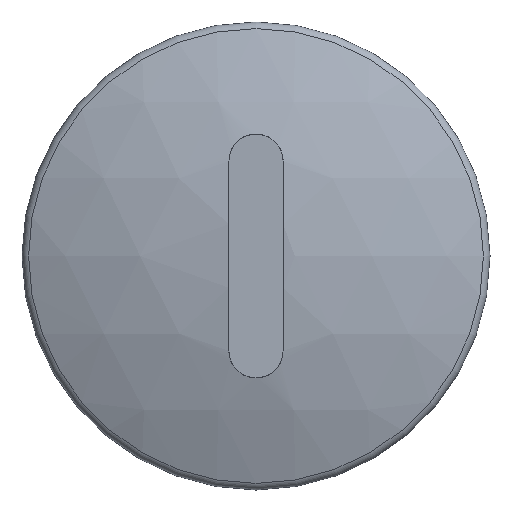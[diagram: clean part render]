
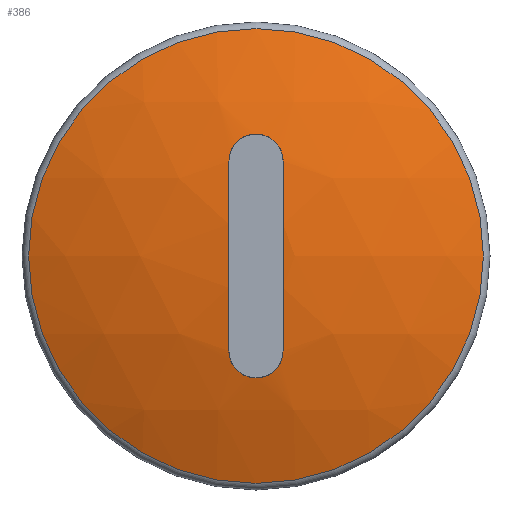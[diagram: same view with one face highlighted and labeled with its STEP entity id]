
A CAD part, left-side view. The second image highlights one B-rep face of the part: STEP entity #386.
In plain terms, the highlighted spherical face has radius 28.542 mm.
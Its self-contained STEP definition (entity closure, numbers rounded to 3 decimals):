
#51=SPHERICAL_SURFACE('',#429,28.542);
#82=FACE_BOUND('',#126,.T.);
#93=FACE_OUTER_BOUND('',#125,.T.);
#125=EDGE_LOOP('',(#296));
#126=EDGE_LOOP('',(#297,#298,#299,#300));
#157=CIRCLE('',#428,10.748);
#158=CIRCLE('',#430,28.513);
#159=CIRCLE('',#431,28.513);
#179=B_SPLINE_CURVE_WITH_KNOTS('',3,(#1115,#1116,#1117,#1118,#1119,#1120,
#1121,#1122,#1123,#1124,#1125,#1126,#1127,#1128,#1129,#1130,#1131,#1132),
 .UNSPECIFIED.,.F.,.F.,(4,2,2,2,2,2,2,2,4),(0.194,0.243,
0.292,0.34,0.388,0.436,
0.485,0.533,0.582),.UNSPECIFIED.);
#180=B_SPLINE_CURVE_WITH_KNOTS('',3,(#1135,#1136,#1137,#1138,#1139,#1140,
#1141,#1142,#1143,#1144,#1145,#1146,#1147,#1148,#1149,#1150,#1151,#1152,
#1153),.UNSPECIFIED.,.F.,.F.,(4,2,2,2,3,2,2,2,4),(-0.194,-0.145,
-0.096,-0.048,0.,0.048,0.096,
0.145,0.194),.UNSPECIFIED.);
#194=VERTEX_POINT('',#1108);
#195=VERTEX_POINT('',#1111);
#196=VERTEX_POINT('',#1112);
#197=VERTEX_POINT('',#1114);
#198=VERTEX_POINT('',#1133);
#234=EDGE_CURVE('',#194,#194,#157,.T.);
#235=EDGE_CURVE('',#195,#196,#158,.T.);
#236=EDGE_CURVE('',#196,#197,#179,.T.);
#237=EDGE_CURVE('',#197,#198,#159,.T.);
#238=EDGE_CURVE('',#198,#195,#180,.T.);
#296=ORIENTED_EDGE('',*,*,#234,.F.);
#297=ORIENTED_EDGE('',*,*,#235,.T.);
#298=ORIENTED_EDGE('',*,*,#236,.T.);
#299=ORIENTED_EDGE('',*,*,#237,.T.);
#300=ORIENTED_EDGE('',*,*,#238,.T.);
#386=ADVANCED_FACE('',(#93,#82),#51,.T.);
#428=AXIS2_PLACEMENT_3D('',#1109,#496,#497);
#429=AXIS2_PLACEMENT_3D('',#1110,#498,#499);
#430=AXIS2_PLACEMENT_3D('',#1113,#500,#501);
#431=AXIS2_PLACEMENT_3D('',#1134,#502,#503);
#496=DIRECTION('center_axis',(1.,0.,0.));
#497=DIRECTION('ref_axis',(0.,-1.,0.));
#498=DIRECTION('center_axis',(0.,0.,1.));
#499=DIRECTION('ref_axis',(1.,0.,0.));
#500=DIRECTION('center_axis',(0.,-1.,0.));
#501=DIRECTION('ref_axis',(0.,0.,1.));
#502=DIRECTION('center_axis',(0.,1.,0.));
#503=DIRECTION('ref_axis',(0.,0.,-1.));
#1108=CARTESIAN_POINT('',(-7.899,10.748,0.));
#1109=CARTESIAN_POINT('Origin',(-7.899,0.,
0.));
#1110=CARTESIAN_POINT('Origin',(18.542,0.,0.));
#1111=CARTESIAN_POINT('',(-9.616,-1.28,4.485));
#1112=CARTESIAN_POINT('',(-9.616,-1.28,-4.485));
#1113=CARTESIAN_POINT('Origin',(18.542,-1.28,0.));
#1114=CARTESIAN_POINT('',(-9.616,1.28,-4.485));
#1115=CARTESIAN_POINT('Ctrl Pts',(-9.616,-1.28,-4.485));
#1116=CARTESIAN_POINT('Ctrl Pts',(-9.591,-1.28,-4.646));
#1117=CARTESIAN_POINT('Ctrl Pts',(-9.563,-1.248,-4.818));
#1118=CARTESIAN_POINT('Ctrl Pts',(-9.513,-1.117,-5.134));
#1119=CARTESIAN_POINT('Ctrl Pts',(-9.49,-1.018,-5.278));
#1120=CARTESIAN_POINT('Ctrl Pts',(-9.453,-0.79,
-5.505));
#1121=CARTESIAN_POINT('Ctrl Pts',(-9.438,-0.646,-5.603));
#1122=CARTESIAN_POINT('Ctrl Pts',(-9.417,-0.332,
-5.733));
#1123=CARTESIAN_POINT('Ctrl Pts',(-9.412,-0.161,
-5.765));
#1124=CARTESIAN_POINT('Ctrl Pts',(-9.412,0.161,-5.765));
#1125=CARTESIAN_POINT('Ctrl Pts',(-9.417,0.332,-5.733));
#1126=CARTESIAN_POINT('Ctrl Pts',(-9.438,0.646,-5.603));
#1127=CARTESIAN_POINT('Ctrl Pts',(-9.453,0.79,-5.505));
#1128=CARTESIAN_POINT('Ctrl Pts',(-9.49,1.018,-5.278));
#1129=CARTESIAN_POINT('Ctrl Pts',(-9.513,1.117,-5.134));
#1130=CARTESIAN_POINT('Ctrl Pts',(-9.563,1.248,-4.818));
#1131=CARTESIAN_POINT('Ctrl Pts',(-9.591,1.28,-4.646));
#1132=CARTESIAN_POINT('Ctrl Pts',(-9.616,1.28,-4.485));
#1133=CARTESIAN_POINT('',(-9.616,1.28,4.485));
#1134=CARTESIAN_POINT('Origin',(18.542,1.28,0.));
#1135=CARTESIAN_POINT('Ctrl Pts',(-9.616,1.28,4.485));
#1136=CARTESIAN_POINT('Ctrl Pts',(-9.591,1.28,4.646));
#1137=CARTESIAN_POINT('Ctrl Pts',(-9.563,1.248,4.818));
#1138=CARTESIAN_POINT('Ctrl Pts',(-9.513,1.117,5.134));
#1139=CARTESIAN_POINT('Ctrl Pts',(-9.49,1.018,5.278));
#1140=CARTESIAN_POINT('Ctrl Pts',(-9.453,0.79,5.505));
#1141=CARTESIAN_POINT('Ctrl Pts',(-9.438,0.646,5.603));
#1142=CARTESIAN_POINT('Ctrl Pts',(-9.417,0.332,5.733));
#1143=CARTESIAN_POINT('Ctrl Pts',(-9.412,0.161,5.765));
#1144=CARTESIAN_POINT('Ctrl Pts',(-9.412,0.,
5.765));
#1145=CARTESIAN_POINT('Ctrl Pts',(-9.412,-0.161,5.765));
#1146=CARTESIAN_POINT('Ctrl Pts',(-9.417,-0.332,
5.733));
#1147=CARTESIAN_POINT('Ctrl Pts',(-9.438,-0.646,5.603));
#1148=CARTESIAN_POINT('Ctrl Pts',(-9.453,-0.79,5.505));
#1149=CARTESIAN_POINT('Ctrl Pts',(-9.49,-1.018,5.278));
#1150=CARTESIAN_POINT('Ctrl Pts',(-9.513,-1.117,5.134));
#1151=CARTESIAN_POINT('Ctrl Pts',(-9.563,-1.248,4.818));
#1152=CARTESIAN_POINT('Ctrl Pts',(-9.591,-1.28,4.646));
#1153=CARTESIAN_POINT('Ctrl Pts',(-9.616,-1.28,4.485));
